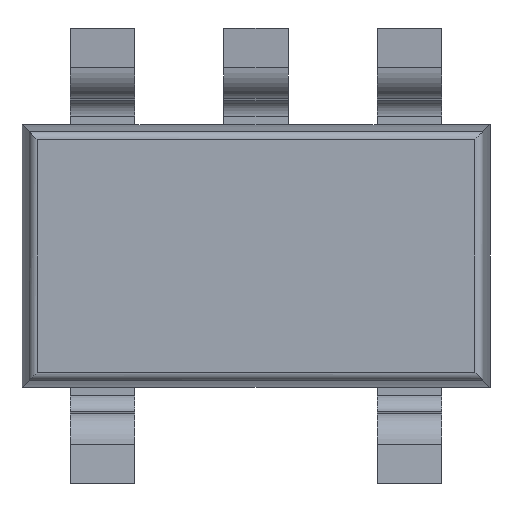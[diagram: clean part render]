
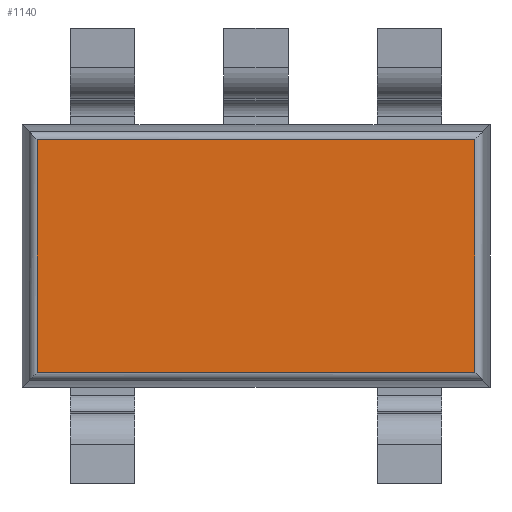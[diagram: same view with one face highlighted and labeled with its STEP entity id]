
A CAD part, front view. The second image highlights one B-rep face of the part: STEP entity #1140.
In plain terms, the highlighted planar face has unit normal (0, -1, 0).
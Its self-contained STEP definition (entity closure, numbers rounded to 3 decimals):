
#163 = CARTESIAN_POINT ( 'NONE',  ( 2.807, -0.55, 0.721 ) ) ;
#329 = VERTEX_POINT ( 'NONE', #163 ) ;
#570 = EDGE_CURVE ( 'NONE', #3445, #1379, #3521, .T. ) ;
#650 = VERTEX_POINT ( 'NONE', #3434 ) ;
#771 = LINE ( 'NONE', #1173, #782 ) ;
#782 = VECTOR ( 'NONE', #3591, 1000. ) ;
#1047 = EDGE_CURVE ( 'NONE', #1379, #650, #3159, .T. ) ;
#1062 = DIRECTION ( 'NONE',  ( 1., 0., 0. ) ) ;
#1120 = ORIENTED_EDGE ( 'NONE', *, *, #1047, .T. ) ;
#1140 = ADVANCED_FACE ( 'NONE', ( #3000 ), #1767, .T. ) ;
#1173 = CARTESIAN_POINT ( 'NONE',  ( 2.807, -0.55, -0.813 ) ) ;
#1189 = EDGE_LOOP ( 'NONE', ( #2450, #3433, #3145, #1120 ) ) ;
#1379 = VERTEX_POINT ( 'NONE', #2505 ) ;
#1432 = CARTESIAN_POINT ( 'NONE',  ( 0., -0.55, -0.721 ) ) ;
#1433 = CARTESIAN_POINT ( 'NONE',  ( 0.093, -0.55, -0.813 ) ) ;
#1502 = EDGE_CURVE ( 'NONE', #3445, #329, #2767, .T. ) ;
#1767 = PLANE ( 'NONE',  #3602 ) ;
#1833 = CARTESIAN_POINT ( 'NONE',  ( 0., -0.55, 0.721 ) ) ;
#1841 = DIRECTION ( 'NONE',  ( 0., -1., 0. ) ) ;
#1848 = DIRECTION ( 'NONE',  ( 0., 0., -1. ) ) ;
#2381 = DIRECTION ( 'NONE',  ( 0., 0., -1. ) ) ;
#2450 = ORIENTED_EDGE ( 'NONE', *, *, #3332, .F. ) ;
#2456 = CARTESIAN_POINT ( 'NONE',  ( 0., -0.55, 0.721 ) ) ;
#2505 = CARTESIAN_POINT ( 'NONE',  ( 0.093, -0.55, -0.721 ) ) ;
#2747 = VECTOR ( 'NONE', #3088, 1000. ) ;
#2767 = LINE ( 'NONE', #2456, #2747 ) ;
#3000 = FACE_OUTER_BOUND ( 'NONE', #1189, .T. ) ;
#3088 = DIRECTION ( 'NONE',  ( 1., 0., 0. ) ) ;
#3134 = VECTOR ( 'NONE', #1062, 1000. ) ;
#3145 = ORIENTED_EDGE ( 'NONE', *, *, #570, .T. ) ;
#3159 = LINE ( 'NONE', #1432, #3134 ) ;
#3332 = EDGE_CURVE ( 'NONE', #329, #650, #771, .T. ) ;
#3433 = ORIENTED_EDGE ( 'NONE', *, *, #1502, .F. ) ;
#3434 = CARTESIAN_POINT ( 'NONE',  ( 2.807, -0.55, -0.721 ) ) ;
#3445 = VERTEX_POINT ( 'NONE', #3601 ) ;
#3520 = VECTOR ( 'NONE', #2381, 1000. ) ;
#3521 = LINE ( 'NONE', #1433, #3520 ) ;
#3591 = DIRECTION ( 'NONE',  ( 0., 0., -1. ) ) ;
#3601 = CARTESIAN_POINT ( 'NONE',  ( 0.093, -0.55, 0.721 ) ) ;
#3602 = AXIS2_PLACEMENT_3D ( 'NONE', #1833, #1841, #1848 ) ;
